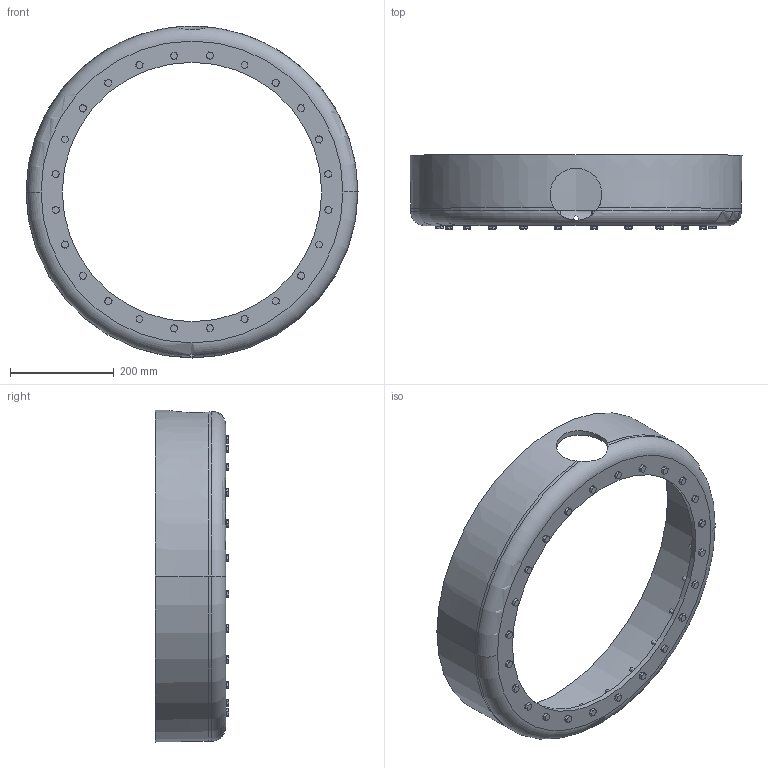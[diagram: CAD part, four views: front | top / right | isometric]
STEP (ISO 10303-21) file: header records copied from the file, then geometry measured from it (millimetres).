
FILE_DESCRIPTION (( 'STEP AP214' ), '1' );
FILE_NAME ('WELDRING203_P8000008638.STEP', '2014-01-28T10:50:40', ( 'Admin2' ), ( '' ), 'SwSTEP 2.0', 'SolidWorks 2010', '' );
FILE_SCHEMA (( 'AUTOMOTIVE_DESIGN' ));
Length unit declared in the file: millimetre
Products named in the file (1): WELDRING203_P8000008638
Bounding box: 640 x 142.3 x 640 mm (x, y, z)
Surface area: 760441 mm2 (no closed solid volume)
Topology: 0 solids, 95 shells, 515 faces, 1389 edges, 892 vertices
Faces by surface type: plane 196, cone 160, cylinder 146, torus 13
Entity records: 23037 total; most frequent: CARTESIAN_POINT 4876, DIRECTION 2724, ORIENTED_EDGE 2210, EDGE_CURVE 1389, AXIS2_PLACEMENT_3D 1121, VERTEX_POINT 892, CIRCLE 605, EDGE_LOOP 569
